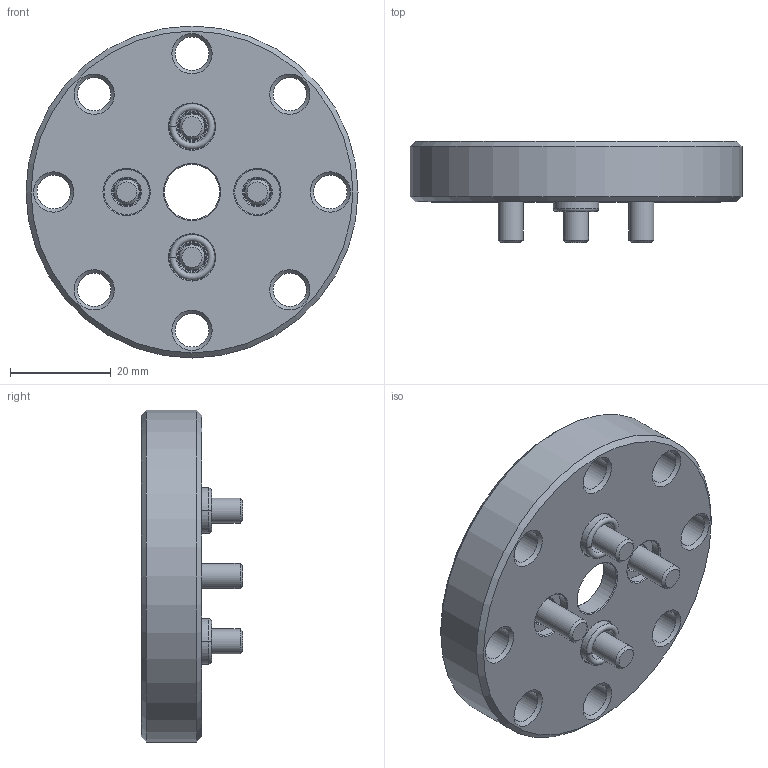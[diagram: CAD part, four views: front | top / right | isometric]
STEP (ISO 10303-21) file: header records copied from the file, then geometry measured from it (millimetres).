
FILE_DESCRIPTION(/* description */ ('STEP AP214'),/* implementation_level */ '2;1');
FILE_NAME(/* name */ '8163624_DARF-Q13-25-1',/* time_stamp */ '2024-08-14T15:18:13+02:00',/* author */ ('License CC BY-ND 4.0'),/* organization */ ('CADENAS'),/* preprocessor_version */ 'ST-DEVELOPER v19.3',/* originating_system */ 'PARTsolutions',/* authorisation */ ' ');
FILE_SCHEMA (('AUTOMOTIVE_DESIGN {1 0 10303 214 3 1 1}'));
Length unit declared in the file: millimetre
Products named in the file (4): 8163624 DARF-Q13-25-1---(400); 8163624 DARF-Q13-25-1---(400p); DIN-912 - M5x12(F); 8137184 ZBH-9-B
Assembly tree (7 placements, depth 2):
  8163624 DARF-Q13-25-1---(400)
    8163624 DARF-Q13-25-1---(400p)
    DIN-912 - M5x12(F)  x4
    8137184 ZBH-9-B  x2
Bounding box: 66 x 20.1 x 66 mm (x, y, z)
Volume: 30621.3 mm3; surface area: 13759.4 mm2
Topology: 7 solids, 7 shells, 210 faces, 432 edges, 246 vertices
Faces by surface type: cone 84, plane 78, cylinder 44, torus 4
Full cylindrical faces by diameter (mm): 5 x4, 5.5 x4, 6.647 x8, 8.5 x4, 9 x4, 11 x1, 66 x1
Entity records: 3166 total; most frequent: DIRECTION 574, CARTESIAN_POINT 551, ORIENTED_EDGE 400, AXIS2_PLACEMENT_3D 264, FACE_BOUND 211, EDGE_LOOP 210, EDGE_CURVE 200, VERTEX_POINT 151
